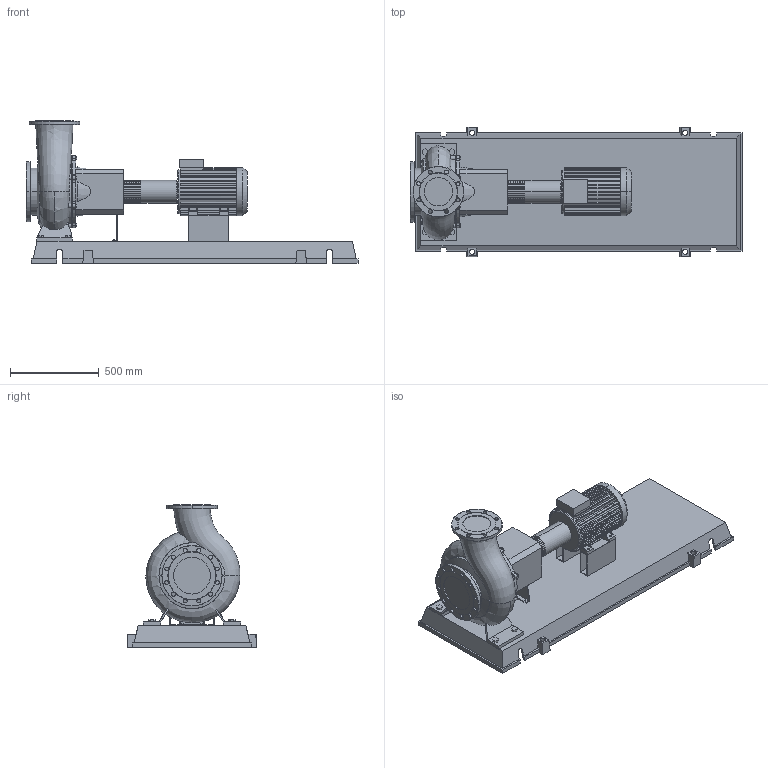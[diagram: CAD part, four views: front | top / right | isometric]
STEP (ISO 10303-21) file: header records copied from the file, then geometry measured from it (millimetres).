
FILE_DESCRIPTION((''),'2;1');
FILE_NAME('3d_NL150_200-7.5-4-12-4109427.stp','2015-03-03T07:29:53',(''),(''),'Mechanical Desktop 2009','Mechanical Desktop 2009',', , ');
FILE_SCHEMA(('CONFIG_CONTROL_DESIGN'));
Length unit declared in the file: millimetre
Products named in the file (1): Product
Bounding box: 1870 x 730 x 803 mm (x, y, z)
Volume: 110903428.5 mm3; surface area: 6691227.2 mm2
Topology: 13 solids, 13 shells, 908 faces, 2388 edges, 1569 vertices
Faces by surface type: plane 462, cylinder 261, bspline 157, cone 14, torus 14
Entity records: 32745 total; most frequent: CARTESIAN_POINT 10049, ORIENTED_EDGE 4778, DIRECTION 4551, EDGE_CURVE 2389, VERTEX_POINT 1568, VECTOR 1519, LINE 1519, AXIS2_PLACEMENT_3D 1516
